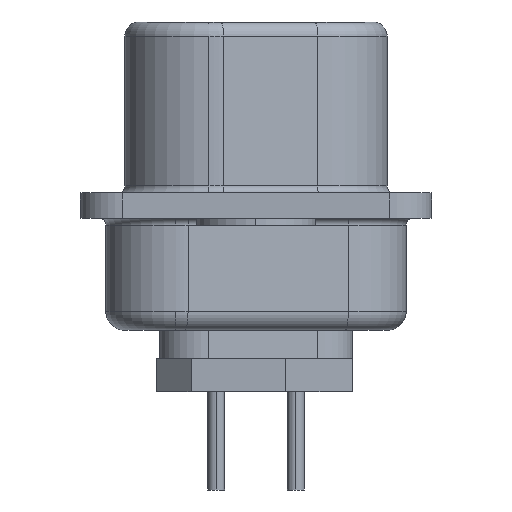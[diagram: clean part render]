
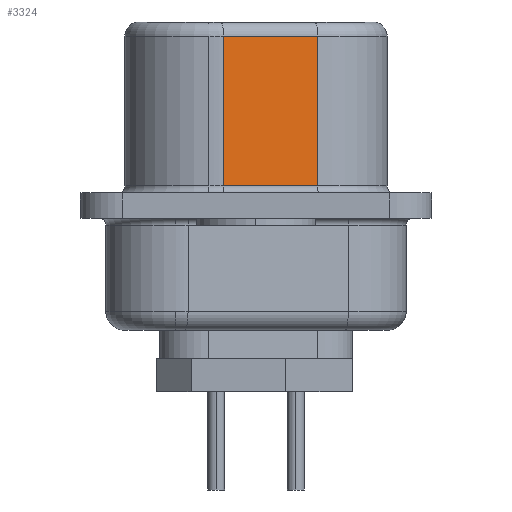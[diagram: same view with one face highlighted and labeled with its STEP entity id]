
A CAD part, left-side view. The second image highlights one B-rep face of the part: STEP entity #3324.
In plain terms, the highlighted planar face has unit normal (-0.985, -0.174, 0).
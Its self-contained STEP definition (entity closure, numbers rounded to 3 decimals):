
#469 = EDGE_CURVE ( 'NONE', #6151, #6150, #6364, .T. ) ;
#999 = EDGE_CURVE ( 'NONE', #5703, #6150, #6668, .T. ) ;
#1327 = EDGE_CURVE ( 'NONE', #5697, #5703, #6869, .T. ) ;
#1785 = EDGE_CURVE ( 'NONE', #6151, #5697, #7151, .T. ) ;
#2797 = DIRECTION ( 'NONE',  ( 0., 0., -1. ) ) ;
#2807 = CARTESIAN_POINT ( 'NONE',  ( -27.572, -2.201, 6.55 ) ) ;
#3324 = ADVANCED_FACE ( 'NONE', ( #11397 ), #12097, .F. ) ;
#3857 = ORIENTED_EDGE ( 'NONE', *, *, #1327, .T. ) ;
#3858 = ORIENTED_EDGE ( 'NONE', *, *, #999, .T. ) ;
#3859 = ORIENTED_EDGE ( 'NONE', *, *, #469, .F. ) ;
#3860 = ORIENTED_EDGE ( 'NONE', *, *, #1785, .T. ) ;
#4742 = EDGE_LOOP ( 'NONE', ( #3857, #3858, #3859, #3860 ) ) ;
#5697 = VERTEX_POINT ( 'NONE', #15367 ) ;
#5703 = VERTEX_POINT ( 'NONE', #15373 ) ;
#6150 = VERTEX_POINT ( 'NONE', #15820 ) ;
#6151 = VERTEX_POINT ( 'NONE', #15821 ) ;
#6364 = LINE ( 'NONE', #2807, #6367 ) ;
#6367 = VECTOR ( 'NONE', #2797, 1000. ) ;
#6668 = LINE ( 'NONE', #7598, #6677 ) ;
#6677 = VECTOR ( 'NONE', #7602, 1000. ) ;
#6869 = LINE ( 'NONE', #7975, #6875 ) ;
#6875 = VECTOR ( 'NONE', #7979, 1000. ) ;
#7151 = LINE ( 'NONE', #8613, #7153 ) ;
#7153 = VECTOR ( 'NONE', #8614, 1000. ) ;
#7598 = CARTESIAN_POINT ( 'NONE',  ( -27.572, -2.201, 0.7 ) ) ;
#7602 = DIRECTION ( 'NONE',  ( 0.174, -0.985, 0. ) ) ;
#7975 = CARTESIAN_POINT ( 'NONE',  ( -28.164, 1.159, 6.55 ) ) ;
#7979 = DIRECTION ( 'NONE',  ( 0., 0., -1. ) ) ;
#8613 = CARTESIAN_POINT ( 'NONE',  ( -28.164, 1.159, 6.05 ) ) ;
#8614 = DIRECTION ( 'NONE',  ( -0.174, 0.985, 0. ) ) ;
#11397 = FACE_OUTER_BOUND ( 'NONE', #4742, .T. ) ;
#12097 = PLANE ( 'NONE',  #16779 ) ;
#12098 = CARTESIAN_POINT ( 'NONE',  ( -28.164, 1.159, 6.55 ) ) ;
#12110 = DIRECTION ( 'NONE',  ( 0.985, 0.174, 0. ) ) ;
#12111 = DIRECTION ( 'NONE',  ( -0.174, 0.985, 0. ) ) ;
#15367 = CARTESIAN_POINT ( 'NONE',  ( -28.164, 1.159, 6.05 ) ) ;
#15373 = CARTESIAN_POINT ( 'NONE',  ( -28.164, 1.159, 0.7 ) ) ;
#15820 = CARTESIAN_POINT ( 'NONE',  ( -27.572, -2.201, 0.7 ) ) ;
#15821 = CARTESIAN_POINT ( 'NONE',  ( -27.572, -2.201, 6.05 ) ) ;
#16779 = AXIS2_PLACEMENT_3D ( 'NONE', #12098, #12110, #12111 ) ;
